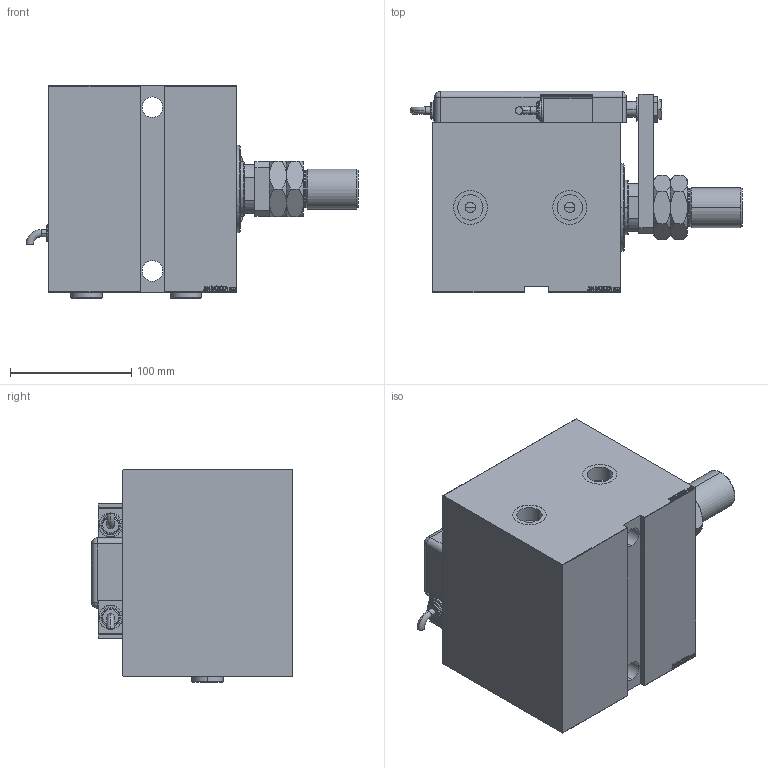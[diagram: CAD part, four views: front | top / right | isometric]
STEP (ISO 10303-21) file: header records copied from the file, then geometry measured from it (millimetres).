
FILE_DESCRIPTION (( 'STEP AP203' ), '1' );
FILE_NAME ('1098.STEP', '2024-02-11T22:42:12', ( '' ), ( '' ), 'SwSTEP 2.0', 'SolidWorks 2019', '' );
FILE_SCHEMA (( 'CONFIG_CONTROL_DESIGN' ));
Length unit declared in the file: millimetre
Products named in the file (15): 1098; NUT_D19 91ce4b19d881b377ff0e01cbbb3d37f6; Zatka_OIL_PORT 91ce4b19d881b377ff0e01cbbb3d37f6; SWITCH Q 91ce4b19d881b377ff0e01cbbb3d37f6; MAGNETIC SWITCH Q 91ce4b19d881b377ff0e01cbbb3d37f6; V450CM_E_Body 91ce4b19d881b377ff0e01cbbb3d37f6; SWITCH DIM A_G 91ce4b19d881b377ff0e01cbbb3d37f6; ZARAZKA_Q 91ce4b19d881b377ff0e01cbbb3d37f6; SWITCH_Q_FRONT_BACK 91ce4b19d881b377ff0e01cbbb3d37f6; V450CM_E_VCP 91ce4b19d881b377ff0e01cbbb3d37f6; Q_T_W_MTA 91ce4b19d881b377ff0e01cbbb3d37f6; NUT_D13 91ce4b19d881b377ff0e01cbbb3d37f6; V450CM_VC_B 91ce4b19d881b377ff0e01cbbb3d37f6; TYC 91ce4b19d881b377ff0e01cbbb3d37f6; KRYT 91ce4b19d881b377ff0e01cbbb3d37f6
Assembly tree (16 placements, depth 3):
  1098
    V450CM_E_Body 91ce4b19d881b377ff0e01cbbb3d37f6
    V450CM_E_VCP 91ce4b19d881b377ff0e01cbbb3d37f6
    V450CM_VC_B 91ce4b19d881b377ff0e01cbbb3d37f6
    MAGNETIC SWITCH Q 91ce4b19d881b377ff0e01cbbb3d37f6
      SWITCH_Q_FRONT_BACK 91ce4b19d881b377ff0e01cbbb3d37f6
      TYC 91ce4b19d881b377ff0e01cbbb3d37f6
      ZARAZKA_Q 91ce4b19d881b377ff0e01cbbb3d37f6
      SWITCH DIM A_G 91ce4b19d881b377ff0e01cbbb3d37f6
      NUT_D19 91ce4b19d881b377ff0e01cbbb3d37f6
      NUT_D13 91ce4b19d881b377ff0e01cbbb3d37f6
      KRYT 91ce4b19d881b377ff0e01cbbb3d37f6
      SWITCH Q 91ce4b19d881b377ff0e01cbbb3d37f6  x2
    Q_T_W_MTA 91ce4b19d881b377ff0e01cbbb3d37f6
    Zatka_OIL_PORT 91ce4b19d881b377ff0e01cbbb3d37f6  x2
Bounding box: 273.76 x 165.8 x 174.9 mm (x, y, z)
Volume: 3566285.4 mm3; surface area: 380892.8 mm2
Topology: 16 solids, 16 shells, 1335 faces, 3348 edges, 2193 vertices
Faces by surface type: plane 665, bspline 471, cylinder 119, cone 54, torus 24, sphere 2
Entity records: 61505 total; most frequent: CARTESIAN_POINT 32290, ORIENTED_EDGE 6420, DIRECTION 4144, EDGE_CURVE 3210, VERTEX_POINT 2109, LINE 1894, VECTOR 1894, EDGE_LOOP 1447
